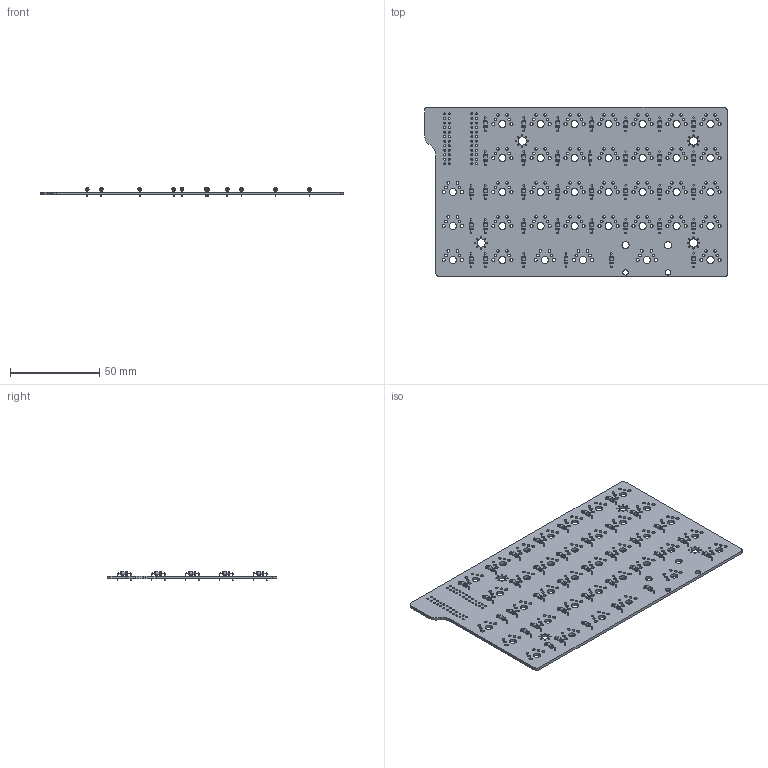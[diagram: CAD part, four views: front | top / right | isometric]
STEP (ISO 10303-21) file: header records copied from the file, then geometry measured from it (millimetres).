
FILE_DESCRIPTION(('KiCad electronic assembly'),'2;1');
FILE_NAME('eternal-keypad.step','2022-01-02T13:03:07',('An Author'),( 'A Company'),'Open CASCADE STEP processor 6.9', 'KiCad to STEP converter','Unknown');
FILE_SCHEMA(('AUTOMOTIVE_DESIGN { 1 0 10303 214 1 1 1 1 }'));
Length unit declared in the file: millimetre
Products named in the file (4): Open CASCADE STEP translator 6.9 1; D_DO-35_SOD27_P7.62mm_Horizontal; COMPOUND
Assembly tree (38 placements, depth 3):
  Open CASCADE STEP translator 6.9 1
    D_DO-35_SOD27_P7.62mm_Horizontal  x36
      COMPOUND
    COMPOUND
Bounding box: 169.86 x 95.25 x 5.01 mm (x, y, z)
Volume: 23975.6 mm3; surface area: 35282.9 mm2
Topology: 73 solids, 73 shells, 1003 faces, 2139 edges, 1354 vertices
Faces by surface type: cylinder 634, plane 225, torus 144
Full cylindrical faces by diameter (mm): 0.5 x108, 0.6 x32, 0.8 x72, 1.1 x48, 1.47 x144, 1.75 x72, 2 x72, 2.02 x36, 3.048 x2, 3.988 x38, 4.6 x4
Entity records: 34343 total; most frequent: DIRECTION 5709, CARTESIAN_POINT 5351, ORIENTED_EDGE 2598, PCURVE 2598, DEFINITIONAL_REPRESENTATION 2598, LINE 2195, VECTOR 2195, CIRCLE 1696
